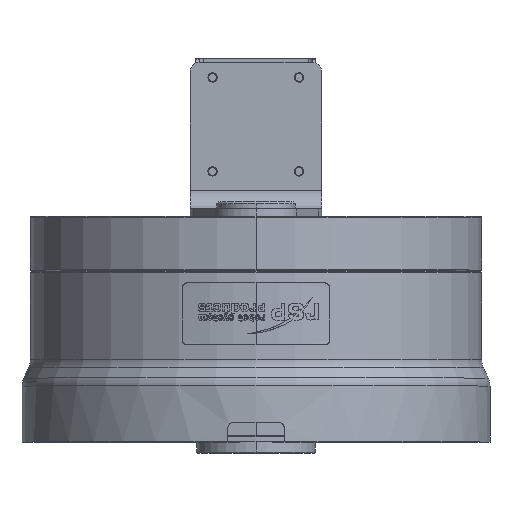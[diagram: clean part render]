
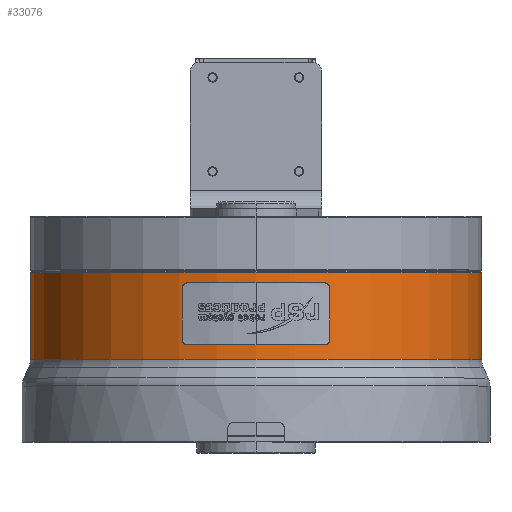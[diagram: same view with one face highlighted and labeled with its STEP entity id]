
A CAD part, top view. The second image highlights one B-rep face of the part: STEP entity #33076.
In plain terms, the highlighted cylindrical face has radius 120 mm (diameter 240 mm), a partial arc.
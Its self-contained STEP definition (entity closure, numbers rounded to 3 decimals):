
#14 = ORIENTED_EDGE ( 'NONE', *, *, #22457, .T. ) ;
#977 = DIRECTION ( 'NONE',  ( 0., -1., 0. ) ) ;
#1957 = CIRCLE ( 'NONE', #41368, 120. ) ;
#3963 = CARTESIAN_POINT ( 'NONE',  ( 120., 49.767, 0. ) ) ;
#5730 = ORIENTED_EDGE ( 'NONE', *, *, #5842, .F. ) ;
#5842 = EDGE_CURVE ( 'NONE', #24312, #10726, #7956, .T. ) ;
#7956 = LINE ( 'NONE', #47551, #44024 ) ;
#8100 = CARTESIAN_POINT ( 'NONE',  ( 0., 49.767, 0. ) ) ;
#10726 = VERTEX_POINT ( 'NONE', #3963 ) ;
#15152 = AXIS2_PLACEMENT_3D ( 'NONE', #8100, #39473, #31981 ) ;
#15656 = FACE_OUTER_BOUND ( 'NONE', #46146, .T. ) ;
#16058 = DIRECTION ( 'NONE',  ( 0., -1., 0. ) ) ;
#16686 = DIRECTION ( 'NONE',  ( -1., 0., 0. ) ) ;
#18423 = CARTESIAN_POINT ( 'NONE',  ( -120., 49.767, 0. ) ) ;
#18438 = VERTEX_POINT ( 'NONE', #18423 ) ;
#20288 = CARTESIAN_POINT ( 'NONE',  ( 0., 96.55, 0. ) ) ;
#20402 = DIRECTION ( 'NONE',  ( 1., 0., 0. ) ) ;
#21114 = CARTESIAN_POINT ( 'NONE',  ( -120., 96.55, 0. ) ) ;
#22457 = EDGE_CURVE ( 'NONE', #18438, #10726, #44716, .T. ) ;
#23662 = DIRECTION ( 'NONE',  ( 0., -1., 0. ) ) ;
#23679 = AXIS2_PLACEMENT_3D ( 'NONE', #20288, #977, #16686 ) ;
#23791 = ORIENTED_EDGE ( 'NONE', *, *, #43565, .T. ) ;
#24259 = CARTESIAN_POINT ( 'NONE',  ( 0., 96.05, 0. ) ) ;
#24312 = VERTEX_POINT ( 'NONE', #34769 ) ;
#25433 = VECTOR ( 'NONE', #40132, 1000. ) ;
#29013 = ORIENTED_EDGE ( 'NONE', *, *, #29541, .T. ) ;
#29541 = EDGE_CURVE ( 'NONE', #48498, #18438, #32877, .T. ) ;
#31981 = DIRECTION ( 'NONE',  ( -1., 0., 0. ) ) ;
#32877 = LINE ( 'NONE', #21114, #25433 ) ;
#33076 = ADVANCED_FACE ( 'NONE', ( #15656 ), #43151, .T. ) ;
#34769 = CARTESIAN_POINT ( 'NONE',  ( 120., 96.05, 0. ) ) ;
#39473 = DIRECTION ( 'NONE',  ( 0., 1., 0. ) ) ;
#40132 = DIRECTION ( 'NONE',  ( 0., -1., 0. ) ) ;
#41368 = AXIS2_PLACEMENT_3D ( 'NONE', #24259, #16058, #20402 ) ;
#43151 = CYLINDRICAL_SURFACE ( 'NONE', #23679, 120. ) ;
#43565 = EDGE_CURVE ( 'NONE', #24312, #48498, #1957, .T. ) ;
#44024 = VECTOR ( 'NONE', #23662, 1000. ) ;
#44716 = CIRCLE ( 'NONE', #15152, 120. ) ;
#45778 = CARTESIAN_POINT ( 'NONE',  ( -120., 96.05, 0. ) ) ;
#46146 = EDGE_LOOP ( 'NONE', ( #5730, #23791, #29013, #14 ) ) ;
#47551 = CARTESIAN_POINT ( 'NONE',  ( 120., 96.55, 0. ) ) ;
#48498 = VERTEX_POINT ( 'NONE', #45778 ) ;
